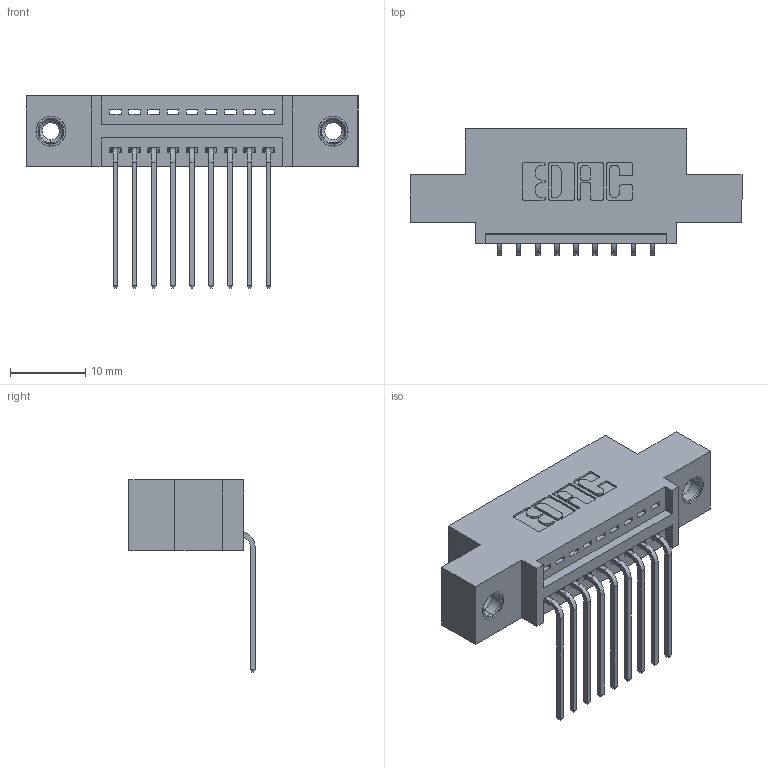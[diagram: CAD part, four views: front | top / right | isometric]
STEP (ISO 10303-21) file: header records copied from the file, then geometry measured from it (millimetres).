
FILE_DESCRIPTION (( 'STEP AP203' ), '1' );
FILE_NAME ('395-009-559-408.STEP', '2018-10-24T02:44:36', ( '' ), ( '' ), 'SwSTEP 2.0', 'SolidWorks 2016', '' );
FILE_SCHEMA (( 'CONFIG_CONTROL_DESIGN' ));
Length unit declared in the file: inch
Products named in the file (4): 395-009-559-408; 345-250-001_345-250-003-102; 345 Part_0.110 Offset - 0.156 Dia-TI; 345-292-001_558 559 Tail - 1
Assembly tree (12 placements, depth 2):
  395-009-559-408
    345 Part_0.110 Offset - 0.156 Dia-TI
    345-292-001_558 559 Tail - 1  x9
    345-250-001_345-250-003-102  x2
Bounding box: 44.07 x 16.75 x 25.53 mm (x, y, z)
Volume: 3865.5 mm3; surface area: 4965.6 mm2
Topology: 12 solids, 12 shells, 730 faces, 2127 edges, 1398 vertices
Faces by surface type: plane 494, cylinder 220, cone 12, torus 4
Entity records: 12618 total; most frequent: CARTESIAN_POINT 2170, ORIENTED_EDGE 2106, DIRECTION 1969, EDGE_CURVE 1053, LINE 865, VECTOR 865, VERTEX_POINT 696, AXIS2_PLACEMENT_3D 552
